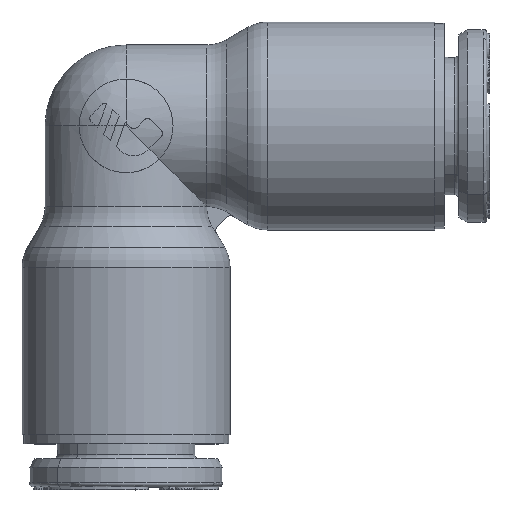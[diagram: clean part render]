
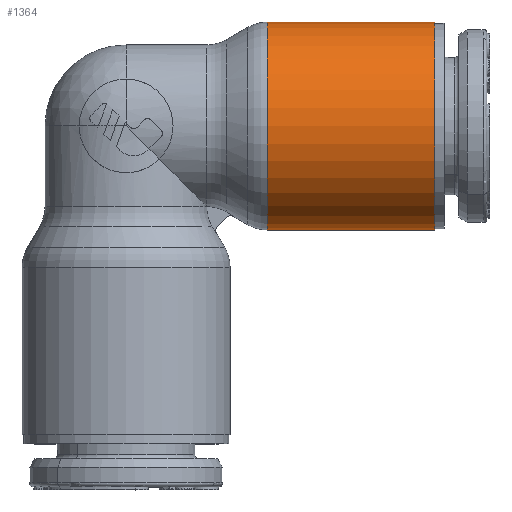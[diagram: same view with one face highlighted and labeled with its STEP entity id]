
A CAD part, top view. The second image highlights one B-rep face of the part: STEP entity #1364.
In plain terms, the highlighted cylindrical face has radius 5.325 mm (diameter 10.65 mm), a partial arc.
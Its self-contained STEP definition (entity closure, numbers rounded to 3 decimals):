
#1364=ADVANCED_FACE('',(#3750),#3751,.T.);
#3750=FACE_OUTER_BOUND('',#9206,.T.);
#3751=CYLINDRICAL_SURFACE('',#9207,5.325);
#9206=EDGE_LOOP('',(#18466,#18467,#18468,#18469));
#9207=AXIS2_PLACEMENT_3D('',#18470,#18471,#18472);
#18466=ORIENTED_EDGE('',*,*,#22096,.F.);
#18467=ORIENTED_EDGE('',*,*,#22097,.F.);
#18468=ORIENTED_EDGE('',*,*,#22094,.T.);
#18469=ORIENTED_EDGE('',*,*,#22092,.F.);
#18470=CARTESIAN_POINT('',(-5.148,0.0,0.0));
#18471=DIRECTION('',(-1.0,-0.0,0.0));
#18472=DIRECTION('',(0.0,-1.0,0.0));
#22092=EDGE_CURVE('',#27175,#27173,#27177,.T.);
#22094=EDGE_CURVE('',#27179,#27173,#27180,.T.);
#22096=EDGE_CURVE('',#27181,#27175,#27183,.T.);
#22097=EDGE_CURVE('',#27179,#27181,#27184,.T.);
#27173=VERTEX_POINT('',#37335);
#27175=VERTEX_POINT('',#37337);
#27177=CIRCLE('',#37339,5.325);
#27179=VERTEX_POINT('',#37341);
#27180=LINE('',#37342,#37343);
#27181=VERTEX_POINT('',#37344);
#27183=LINE('',#37346,#37347);
#27184=CIRCLE('',#37348,5.325);
#37335=CARTESIAN_POINT('',(7.236,5.325,0.002));
#37337=CARTESIAN_POINT('',(7.236,-5.325,-0.002));
#37339=AXIS2_PLACEMENT_3D('',#41789,#41790,#41791);
#37341=CARTESIAN_POINT('',(15.8,5.325,0.0));
#37342=CARTESIAN_POINT('',(15.8,5.325,0.0));
#37343=VECTOR('',#41795,8.564);
#37344=CARTESIAN_POINT('',(15.8,-5.325,0.0));
#37346=CARTESIAN_POINT('',(15.8,-5.325,0.0));
#37347=VECTOR('',#41799,8.564);
#37348=AXIS2_PLACEMENT_3D('',#41800,#41801,#41802);
#41789=CARTESIAN_POINT('',(7.236,0.0,0.0));
#41790=DIRECTION('',(-1.0,0.0,0.0));
#41791=DIRECTION('',(0.0,-1.0,0.0));
#41795=DIRECTION('',(-1.0,0.0,0.0));
#41799=DIRECTION('',(-1.0,0.0,0.0));
#41800=CARTESIAN_POINT('',(15.8,0.0,0.0));
#41801=DIRECTION('',(1.0,0.0,0.0));
#41802=DIRECTION('',(0.0,1.0,0.0));
